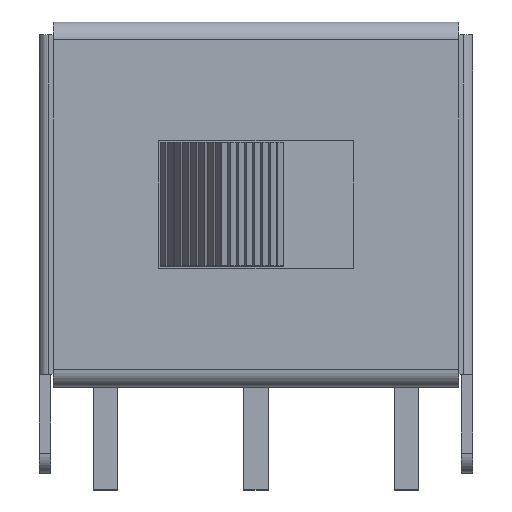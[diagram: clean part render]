
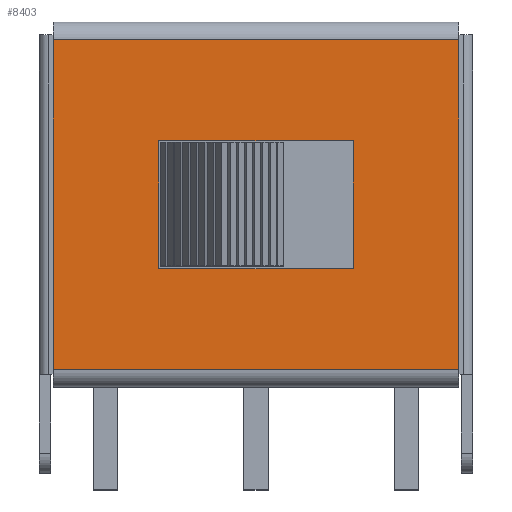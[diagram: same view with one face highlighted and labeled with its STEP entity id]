
A CAD part, top view. The second image highlights one B-rep face of the part: STEP entity #8403.
In plain terms, the highlighted planar face has unit normal (0, 0, 1).
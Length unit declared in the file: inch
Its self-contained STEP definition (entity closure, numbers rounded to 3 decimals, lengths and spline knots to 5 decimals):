
#7870=CARTESIAN_POINT('',(-0.25,-0.20295,0.31417));
#7871=VERTEX_POINT('',#7870);
#7879=CARTESIAN_POINT('',(-0.25,0.20295,0.31417));
#7880=VERTEX_POINT('',#7879);
#7881=CARTESIAN_POINT('',(-0.25,-0.20295,0.31417));
#7882=DIRECTION('',(0.0,1.0,0.0));
#7883=VECTOR('',#7882,0.40591);
#7884=LINE('',#7881,#7883);
#7885=EDGE_CURVE('',#7871,#7880,#7884,.T.);
#8328=CARTESIAN_POINT('',(0.25,-0.20295,0.31417));
#8329=VERTEX_POINT('',#8328);
#8337=CARTESIAN_POINT('',(0.25,-0.20295,0.31417));
#8338=DIRECTION('',(-1.0,0.0,0.0));
#8339=VECTOR('',#8338,0.5);
#8340=LINE('',#8337,#8339);
#8341=EDGE_CURVE('',#8329,#7871,#8340,.T.);
#8346=CARTESIAN_POINT('',(0.275,0.22325,0.31417));
#8347=DIRECTION('',(0.0,0.0,1.0));
#8348=DIRECTION('',(1.0,0.0,0.0));
#8349=AXIS2_PLACEMENT_3D('',#8346,#8347,#8348);
#8350=PLANE('',#8349);
#8351=ORIENTED_EDGE('',*,*,#8341,.F.);
#8352=CARTESIAN_POINT('',(0.25,0.20295,0.31417));
#8353=VERTEX_POINT('',#8352);
#8354=CARTESIAN_POINT('',(0.25,0.20295,0.31417));
#8355=DIRECTION('',(0.0,-1.0,0.0));
#8356=VECTOR('',#8355,0.40591);
#8357=LINE('',#8354,#8356);
#8358=EDGE_CURVE('',#8353,#8329,#8357,.T.);
#8359=ORIENTED_EDGE('',*,*,#8358,.F.);
#8360=CARTESIAN_POINT('',(-0.25,0.20295,0.31417));
#8361=DIRECTION('',(1.0,0.0,0.0));
#8362=VECTOR('',#8361,0.5);
#8363=LINE('',#8360,#8362);
#8364=EDGE_CURVE('',#7880,#8353,#8363,.T.);
#8365=ORIENTED_EDGE('',*,*,#8364,.F.);
#8366=ORIENTED_EDGE('',*,*,#7885,.F.);
#8367=EDGE_LOOP('',(#8351,#8359,#8365,#8366));
#8368=FACE_OUTER_BOUND('',#8367,.T.);
#8369=CARTESIAN_POINT('',(-0.12008,-0.07874,0.31417));
#8370=VERTEX_POINT('',#8369);
#8371=CARTESIAN_POINT('',(-0.12008,0.07874,0.31417));
#8372=VERTEX_POINT('',#8371);
#8373=CARTESIAN_POINT('',(-0.12008,-0.07874,0.31417));
#8374=DIRECTION('',(0.0,1.0,0.0));
#8375=VECTOR('',#8374,0.15748);
#8376=LINE('',#8373,#8375);
#8377=EDGE_CURVE('',#8370,#8372,#8376,.T.);
#8378=ORIENTED_EDGE('',*,*,#8377,.T.);
#8379=CARTESIAN_POINT('',(0.12008,0.07874,0.31417));
#8380=VERTEX_POINT('',#8379);
#8381=CARTESIAN_POINT('',(-0.12008,0.07874,0.31417));
#8382=DIRECTION('',(1.0,0.0,0.0));
#8383=VECTOR('',#8382,0.24016);
#8384=LINE('',#8381,#8383);
#8385=EDGE_CURVE('',#8372,#8380,#8384,.T.);
#8386=ORIENTED_EDGE('',*,*,#8385,.T.);
#8387=CARTESIAN_POINT('',(0.12008,-0.07874,0.31417));
#8388=VERTEX_POINT('',#8387);
#8389=CARTESIAN_POINT('',(0.12008,0.07874,0.31417));
#8390=DIRECTION('',(0.0,-1.0,0.0));
#8391=VECTOR('',#8390,0.15748);
#8392=LINE('',#8389,#8391);
#8393=EDGE_CURVE('',#8380,#8388,#8392,.T.);
#8394=ORIENTED_EDGE('',*,*,#8393,.T.);
#8395=CARTESIAN_POINT('',(0.12008,-0.07874,0.31417));
#8396=DIRECTION('',(-1.0,0.0,0.0));
#8397=VECTOR('',#8396,0.24016);
#8398=LINE('',#8395,#8397);
#8399=EDGE_CURVE('',#8388,#8370,#8398,.T.);
#8400=ORIENTED_EDGE('',*,*,#8399,.T.);
#8401=EDGE_LOOP('',(#8378,#8386,#8394,#8400));
#8402=FACE_BOUND('',#8401,.T.);
#8403=ADVANCED_FACE('',(#8368,#8402),#8350,.T.);
